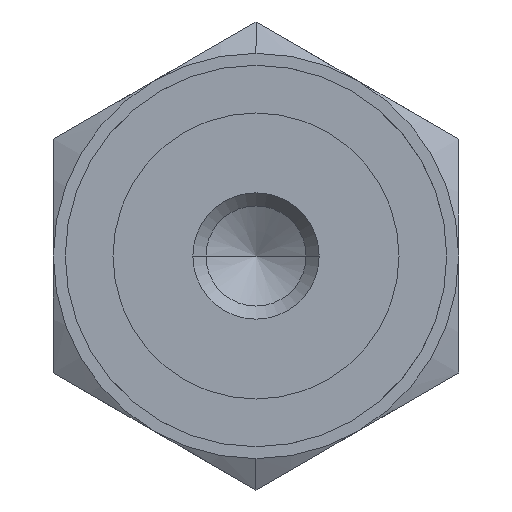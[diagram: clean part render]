
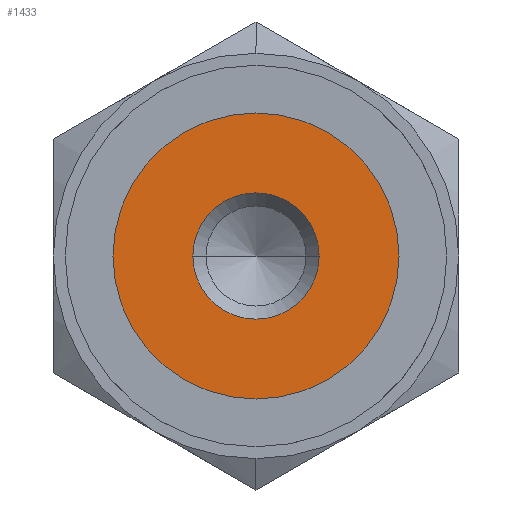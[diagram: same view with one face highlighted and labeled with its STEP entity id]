
A CAD part, front view. The second image highlights one B-rep face of the part: STEP entity #1433.
In plain terms, the highlighted planar face has unit normal (0, -1, 0).
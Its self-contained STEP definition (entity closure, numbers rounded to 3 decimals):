
#524=CARTESIAN_POINT('',(-6.,0.0,0.0));
#525=VERTEX_POINT('',#524);
#534=CARTESIAN_POINT('',(6.,0.0,0.));
#535=VERTEX_POINT('',#534);
#536=CARTESIAN_POINT('',(0.0,0.0,0.0));
#537=DIRECTION('',(0.0,1.0,0.0));
#538=DIRECTION('',(-1.0,0.0,0.0));
#539=AXIS2_PLACEMENT_3D('',#536,#537,#538);
#540=CIRCLE('',#539,6.);
#541=EDGE_CURVE('',#525,#535,#540,.T.);
#871=CARTESIAN_POINT('',(2.65,0.0,0.0));
#872=VERTEX_POINT('',#871);
#880=CARTESIAN_POINT('',(-2.65,0.0,0.));
#881=VERTEX_POINT('',#880);
#888=CARTESIAN_POINT('',(0.0,0.0,0.0));
#889=DIRECTION('',(0.0,1.0,0.0));
#890=DIRECTION('',(1.0,0.0,0.0));
#891=AXIS2_PLACEMENT_3D('',#888,#889,#890);
#892=CIRCLE('',#891,2.65);
#893=EDGE_CURVE('',#872,#881,#892,.T.);
#1143=CARTESIAN_POINT('',(0.0,0.0,0.0));
#1144=DIRECTION('',(0.0,1.0,0.0));
#1145=DIRECTION('',(1.0,0.0,0.0));
#1146=AXIS2_PLACEMENT_3D('',#1143,#1144,#1145);
#1147=CIRCLE('',#1146,2.65);
#1148=EDGE_CURVE('',#881,#872,#1147,.T.);
#1414=CARTESIAN_POINT('',(-3.,0.0,0.0));
#1415=DIRECTION('',(0.0,-1.0,0.0));
#1416=DIRECTION('',(0.0,0.0,-1.0));
#1417=AXIS2_PLACEMENT_3D('',#1414,#1415,#1416);
#1418=PLANE('',#1417);
#1419=ORIENTED_EDGE('',*,*,#541,.F.);
#1420=CARTESIAN_POINT('',(0.0,0.0,0.0));
#1421=DIRECTION('',(0.0,1.0,0.0));
#1422=DIRECTION('',(-1.0,0.0,0.0));
#1423=AXIS2_PLACEMENT_3D('',#1420,#1421,#1422);
#1424=CIRCLE('',#1423,6.);
#1425=EDGE_CURVE('',#535,#525,#1424,.T.);
#1426=ORIENTED_EDGE('',*,*,#1425,.F.);
#1427=EDGE_LOOP('',(#1419,#1426));
#1428=FACE_OUTER_BOUND('',#1427,.T.);
#1429=ORIENTED_EDGE('',*,*,#893,.T.);
#1430=ORIENTED_EDGE('',*,*,#1148,.T.);
#1431=EDGE_LOOP('',(#1429,#1430));
#1432=FACE_BOUND('',#1431,.T.);
#1433=ADVANCED_FACE('',(#1428,#1432),#1418,.T.);
